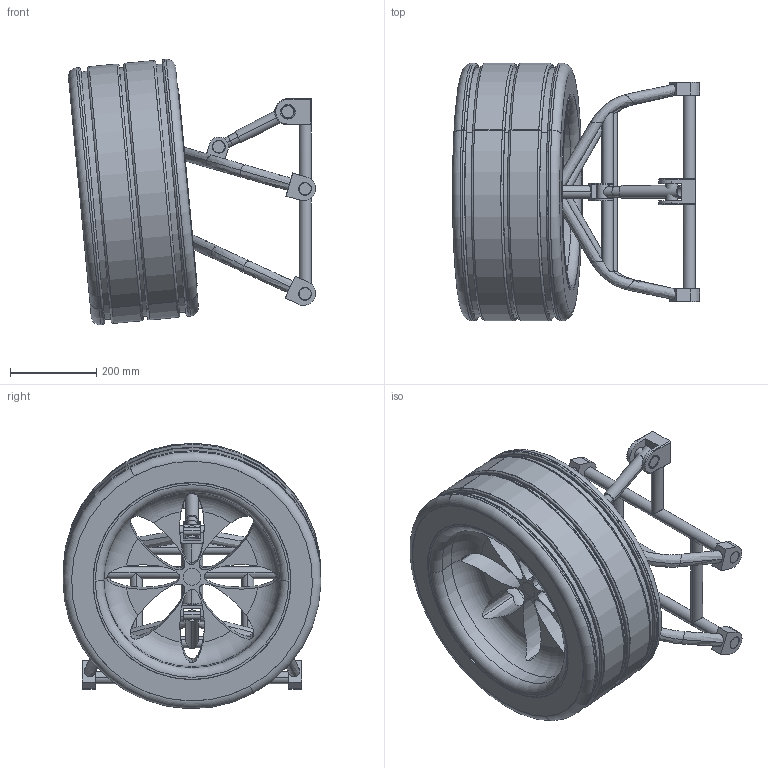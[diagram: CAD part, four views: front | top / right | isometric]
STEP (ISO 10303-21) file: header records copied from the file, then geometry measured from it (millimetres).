
FILE_DESCRIPTION(('CATIA V5 STEP Exchange','CAx-IF Rec.Pracs.--- Model Styling and Organization---1.5--- 2016-08-15','CAx-IF Rec.Pracs.---Supplemental Geometry---1.0---2011-11-01','CAx-IF Rec.Pracs.--- Composite Materials ---3.4---2017-06-13','CAx-IF Rec.Pracs.---Tessellated 3D Geometry---1.0---2015-12-17'),'2;1');
FILE_NAME('AfterAsm.stp','2024-11-19T07:21:26+00:00',('none'),('none'),'CATIA Version 5-6 Release 2020','CATIA V5 STEP AP242 v1','none');
FILE_SCHEMA(('AP242_MANAGED_MODEL_BASED_3D_ENGINEERING_MIM_LF {1 0 10303 442 1 1 4}'));
Length unit declared in the file: millimetre
Products named in the file (10): BeforeAsm; c1; c2; Damp1; damp2; m1; m2; Rime; Tire; Structure
Assembly tree (9 placements, depth 2):
  BeforeAsm
    c1
    c2
    Damp1
    damp2
    m1
    m2
    Rime
    Tire
    Structure
Bounding box: 574.56 x 599.83 x 617.11 mm (x, y, z)
Volume: 17300753.5 mm3; surface area: 3009458.1 mm2
Topology: 12 solids, 12 shells, 343 faces, 856 edges, 537 vertices
Faces by surface type: cylinder 139, plane 118, torus 46, extrusion 32, revolution 8
Entity records: 12975 total; most frequent: CARTESIAN_POINT 5326, ORIENTED_EDGE 1712, DIRECTION 1159, EDGE_CURVE 856, AXIS2_PLACEMENT_3D 571, VERTEX_POINT 536, EDGE_LOOP 392, VECTOR 358
